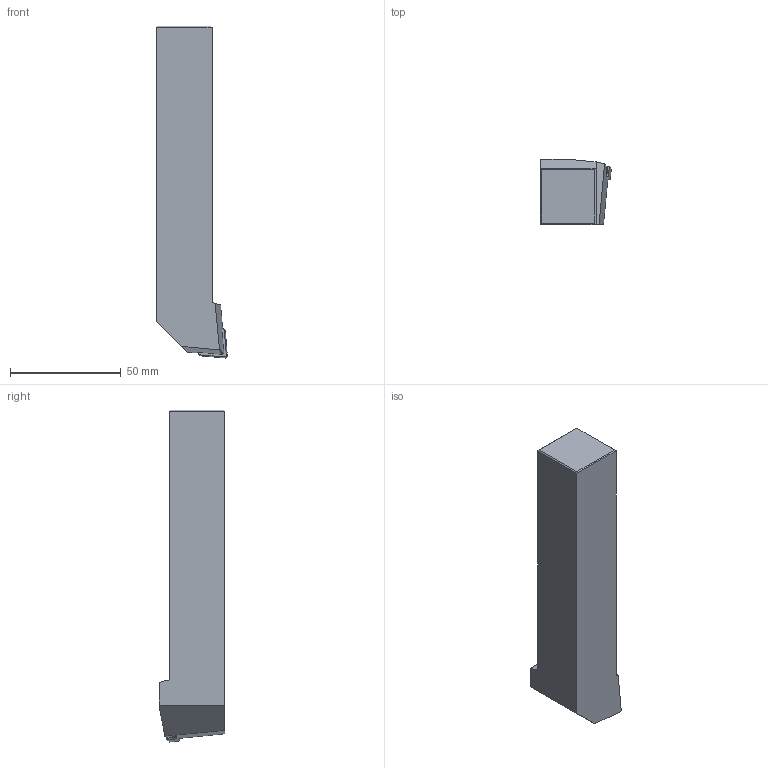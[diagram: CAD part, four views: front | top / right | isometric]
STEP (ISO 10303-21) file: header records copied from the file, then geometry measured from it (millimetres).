
FILE_DESCRIPTION((''),'2;1');
FILE_NAME('70509025_ASM','2018-08-28T11:10:27',('piechottad'),(''),'CREO PARAMETRIC BY PTC INC, 2017380','CREO PARAMETRIC BY PTC INC, 2017380','');
FILE_SCHEMA(('AUTOMOTIVE_DESIGN { 1 0 10303 214 1 1 1 1 }'));
Length unit declared in the file: millimetre
Products named in the file (3): 70509025NC; 70509025C; 70509025_ASM
Assembly tree (2 placements, depth 2):
  70509025_ASM
    70509025NC
    70509025C
Bounding box: 31.9 x 29.5 x 150.02 mm (x, y, z)
Volume: 93296 mm3; surface area: 16722.3 mm2
Topology: 2 solids, 2 shells, 36 faces, 98 edges, 66 vertices
Faces by surface type: plane 26, cylinder 6, torus 2, cone 2
Entity records: 2737 total; most frequent: DIRECTION 272, CARTESIAN_POINT 243, ORIENTED_EDGE 176, PROPERTY_DEFINITION 163, REPRESENTATION 161, PROPERTY_DEFINITION_REPRESENTATION 161, PRESENTATION_STYLE_ASSIGNMENT 140, STYLED_ITEM 140
